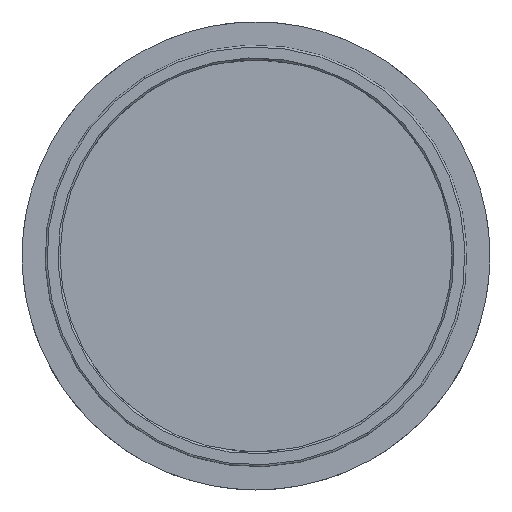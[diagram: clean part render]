
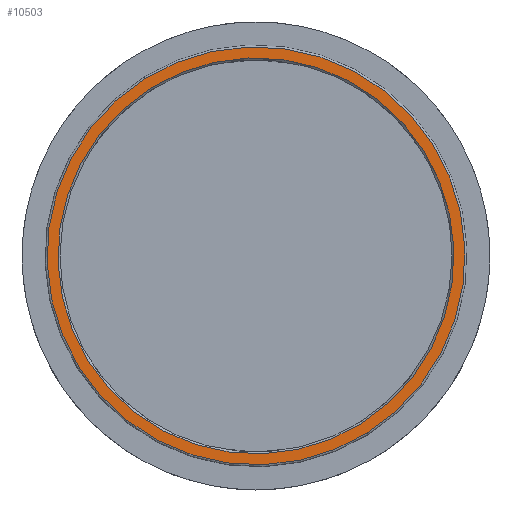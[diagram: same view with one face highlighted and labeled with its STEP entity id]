
A CAD part, top view. The second image highlights one B-rep face of the part: STEP entity #10503.
In plain terms, the highlighted planar face has unit normal (0, 0, 1).
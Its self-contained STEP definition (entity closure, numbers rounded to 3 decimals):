
#700 = CIRCLE ( 'NONE', #3552, 1066. ) ;
#860 = VERTEX_POINT ( 'NONE', #5651 ) ;
#971 = CARTESIAN_POINT ( 'NONE',  ( 0., 0., 445. ) ) ;
#1422 = CARTESIAN_POINT ( 'NONE',  ( 0., 0., 445. ) ) ;
#1755 = CIRCLE ( 'NONE', #12147, 1066. ) ;
#2084 = CARTESIAN_POINT ( 'NONE',  ( -567.672, 902.277, 445. ) ) ;
#2490 = FACE_BOUND ( 'NONE', #18096, .T. ) ;
#2870 = DIRECTION ( 'NONE',  ( -0.533, 0.846, 0. ) ) ;
#3552 = AXIS2_PLACEMENT_3D ( 'NONE', #971, #21456, #2870 ) ;
#5651 = CARTESIAN_POINT ( 'NONE',  ( 537.851, -854.878, 445. ) ) ;
#7223 = EDGE_CURVE ( 'NONE', #18097, #860, #12095, .T. ) ;
#7676 = CARTESIAN_POINT ( 'NONE',  ( 567.672, -902.277, 445. ) ) ;
#8050 = AXIS2_PLACEMENT_3D ( 'NONE', #1422, #21182, #13098 ) ;
#9070 = EDGE_LOOP ( 'NONE', ( #15948, #17688 ) ) ;
#9467 = CARTESIAN_POINT ( 'NONE',  ( 0., 0., 445. ) ) ;
#9845 = FACE_OUTER_BOUND ( 'NONE', #9070, .T. ) ;
#10503 = ADVANCED_FACE ( 'NONE', ( #2490, #9845 ), #14367, .T. ) ;
#10753 = VERTEX_POINT ( 'NONE', #2084 ) ;
#11036 = AXIS2_PLACEMENT_3D ( 'NONE', #11375, #18302, #14848 ) ;
#11375 = CARTESIAN_POINT ( 'NONE',  ( 0., 0., 445. ) ) ;
#11705 = EDGE_CURVE ( 'NONE', #10753, #16852, #1755, .T. ) ;
#12095 = CIRCLE ( 'NONE', #11036, 1010. ) ;
#12147 = AXIS2_PLACEMENT_3D ( 'NONE', #13652, #15446, #17120 ) ;
#12825 = DIRECTION ( 'NONE',  ( -0.533, 0.846, 0. ) ) ;
#13098 = DIRECTION ( 'NONE',  ( 1., 0., 0. ) ) ;
#13652 = CARTESIAN_POINT ( 'NONE',  ( 0., 0., 445. ) ) ;
#14367 = PLANE ( 'NONE',  #8050 ) ;
#14476 = ORIENTED_EDGE ( 'NONE', *, *, #7223, .T. ) ;
#14709 = EDGE_CURVE ( 'NONE', #16852, #10753, #700, .T. ) ;
#14848 = DIRECTION ( 'NONE',  ( -0.533, 0.846, 0. ) ) ;
#15446 = DIRECTION ( 'NONE',  ( 0., 0., -1. ) ) ;
#15948 = ORIENTED_EDGE ( 'NONE', *, *, #11705, .F. ) ;
#16852 = VERTEX_POINT ( 'NONE', #7676 ) ;
#17120 = DIRECTION ( 'NONE',  ( -0.533, 0.846, 0. ) ) ;
#17688 = ORIENTED_EDGE ( 'NONE', *, *, #14709, .F. ) ;
#18096 = EDGE_LOOP ( 'NONE', ( #21669, #14476 ) ) ;
#18097 = VERTEX_POINT ( 'NONE', #19700 ) ;
#18302 = DIRECTION ( 'NONE',  ( 0., 0., -1. ) ) ;
#18553 = CIRCLE ( 'NONE', #21425, 1010. ) ;
#19509 = EDGE_CURVE ( 'NONE', #860, #18097, #18553, .T. ) ;
#19700 = CARTESIAN_POINT ( 'NONE',  ( -537.851, 854.878, 445. ) ) ;
#19746 = DIRECTION ( 'NONE',  ( 0., 0., -1. ) ) ;
#21182 = DIRECTION ( 'NONE',  ( 0., 0., 1. ) ) ;
#21425 = AXIS2_PLACEMENT_3D ( 'NONE', #9467, #19746, #12825 ) ;
#21456 = DIRECTION ( 'NONE',  ( 0., 0., -1. ) ) ;
#21669 = ORIENTED_EDGE ( 'NONE', *, *, #19509, .T. ) ;
